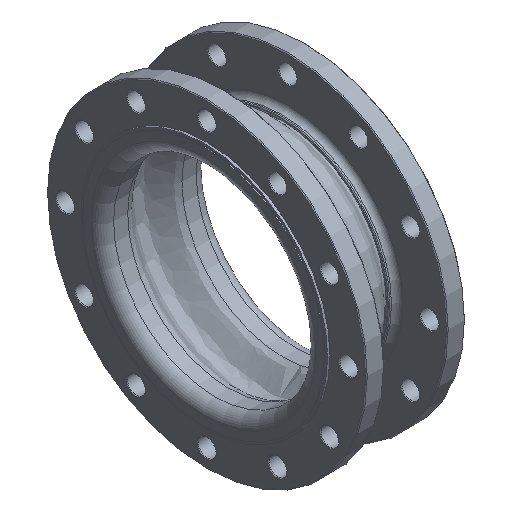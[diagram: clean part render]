
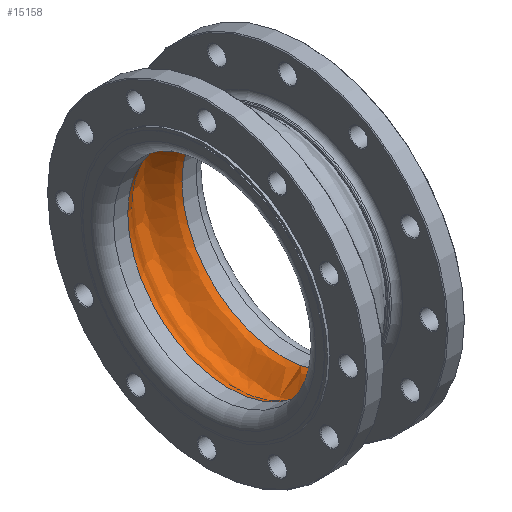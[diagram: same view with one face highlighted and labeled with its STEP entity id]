
A CAD part, isometric view. The second image highlights one B-rep face of the part: STEP entity #15158.
In plain terms, the highlighted free-form (B-spline) face has degree [5, 3] with [14, 7] control points.
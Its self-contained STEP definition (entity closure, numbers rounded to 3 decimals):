
#15003=CARTESIAN_POINT('',(-33.489,-0.,125.));
#15004=CARTESIAN_POINT('',(-33.489,-250.,125.));
#15005=CARTESIAN_POINT('',(-33.489,-250.,-125.));
#15006=CARTESIAN_POINT('',(-33.489,0.,-125.));
#15007=CARTESIAN_POINT('',(-33.489,250.,-125.));
#15008=CARTESIAN_POINT('',(-33.489,250.,125.));
#15009=CARTESIAN_POINT('',(-33.489,-0.,125.));
#15010=CARTESIAN_POINT('',(-30.289,-0.,125.));
#15011=CARTESIAN_POINT('',(-30.289,-250.,125.));
#15012=CARTESIAN_POINT('',(-30.289,-250.,-125.));
#15013=CARTESIAN_POINT('',(-30.289,0.,-125.));
#15014=CARTESIAN_POINT('',(-30.289,250.,-125.));
#15015=CARTESIAN_POINT('',(-30.289,250.,125.));
#15016=CARTESIAN_POINT('',(-30.289,-0.,125.));
#15017=CARTESIAN_POINT('',(-26.825,-0.,126.41));
#15018=CARTESIAN_POINT('',(-26.825,-252.82,126.41));
#15019=CARTESIAN_POINT('',(-26.825,-252.82,-126.41));
#15020=CARTESIAN_POINT('',(-26.825,0.,-126.41));
#15021=CARTESIAN_POINT('',(-26.825,252.82,-126.41));
#15022=CARTESIAN_POINT('',(-26.825,252.82,126.41));
#15023=CARTESIAN_POINT('',(-26.825,-0.,126.41));
#15024=CARTESIAN_POINT('',(-23.607,-0.,128.981));
#15025=CARTESIAN_POINT('',(-23.607,-257.961,128.981));
#15026=CARTESIAN_POINT('',(-23.607,-257.961,-128.981));
#15027=CARTESIAN_POINT('',(-23.607,0.,-128.981));
#15028=CARTESIAN_POINT('',(-23.607,257.961,-128.981));
#15029=CARTESIAN_POINT('',(-23.607,257.961,128.981));
#15030=CARTESIAN_POINT('',(-23.607,-0.,128.981));
#15031=CARTESIAN_POINT('',(-10.467,-0.,144.635));
#15032=CARTESIAN_POINT('',(-10.467,-289.27,144.635));
#15033=CARTESIAN_POINT('',(-10.467,-289.27,-144.635));
#15034=CARTESIAN_POINT('',(-10.467,0.,-144.635));
#15035=CARTESIAN_POINT('',(-10.467,289.27,-144.635));
#15036=CARTESIAN_POINT('',(-10.467,289.27,144.635));
#15037=CARTESIAN_POINT('',(-10.467,-0.,144.635));
#15038=CARTESIAN_POINT('',(-7.346,-0.,146.355));
#15039=CARTESIAN_POINT('',(-7.346,-292.71,146.355));
#15040=CARTESIAN_POINT('',(-7.346,-292.71,-146.355));
#15041=CARTESIAN_POINT('',(-7.346,0.,-146.355));
#15042=CARTESIAN_POINT('',(-7.346,292.71,-146.355));
#15043=CARTESIAN_POINT('',(-7.346,292.71,146.355));
#15044=CARTESIAN_POINT('',(-7.346,-0.,146.355));
#15045=CARTESIAN_POINT('',(-4.545,0.,147.372));
#15046=CARTESIAN_POINT('',(-4.545,-294.743,147.372));
#15047=CARTESIAN_POINT('',(-4.545,-294.743,-147.372));
#15048=CARTESIAN_POINT('',(-4.545,-0.,-147.372));
#15049=CARTESIAN_POINT('',(-4.545,294.743,-147.372));
#15050=CARTESIAN_POINT('',(-4.545,294.743,147.372));
#15051=CARTESIAN_POINT('',(-4.545,0.,147.372));
#15052=CARTESIAN_POINT('',(4.545,0.,147.372));
#15053=CARTESIAN_POINT('',(4.545,-294.743,147.372));
#15054=CARTESIAN_POINT('',(4.545,-294.743,-147.372));
#15055=CARTESIAN_POINT('',(4.545,-0.,-147.372));
#15056=CARTESIAN_POINT('',(4.545,294.743,-147.372));
#15057=CARTESIAN_POINT('',(4.545,294.743,147.372));
#15058=CARTESIAN_POINT('',(4.545,0.,147.372));
#15059=CARTESIAN_POINT('',(7.346,0.,146.355));
#15060=CARTESIAN_POINT('',(7.346,-292.71,146.355));
#15061=CARTESIAN_POINT('',(7.346,-292.71,-146.355));
#15062=CARTESIAN_POINT('',(7.346,-0.,-146.355));
#15063=CARTESIAN_POINT('',(7.346,292.71,-146.355));
#15064=CARTESIAN_POINT('',(7.346,292.71,146.355));
#15065=CARTESIAN_POINT('',(7.346,0.,146.355));
#15066=CARTESIAN_POINT('',(10.467,0.,144.635));
#15067=CARTESIAN_POINT('',(10.467,-289.27,144.635));
#15068=CARTESIAN_POINT('',(10.467,-289.27,-144.635));
#15069=CARTESIAN_POINT('',(10.467,-0.,-144.635));
#15070=CARTESIAN_POINT('',(10.467,289.27,-144.635));
#15071=CARTESIAN_POINT('',(10.467,289.27,144.635));
#15072=CARTESIAN_POINT('',(10.467,0.,144.635));
#15073=CARTESIAN_POINT('',(23.607,0.,128.981));
#15074=CARTESIAN_POINT('',(23.607,-257.961,128.981));
#15075=CARTESIAN_POINT('',(23.607,-257.961,-128.981));
#15076=CARTESIAN_POINT('',(23.607,-0.,-128.981));
#15077=CARTESIAN_POINT('',(23.607,257.961,-128.981));
#15078=CARTESIAN_POINT('',(23.607,257.961,128.981));
#15079=CARTESIAN_POINT('',(23.607,0.,128.981));
#15080=CARTESIAN_POINT('',(26.825,0.,126.41));
#15081=CARTESIAN_POINT('',(26.825,-252.82,126.41));
#15082=CARTESIAN_POINT('',(26.825,-252.82,-126.41));
#15083=CARTESIAN_POINT('',(26.825,-0.,-126.41));
#15084=CARTESIAN_POINT('',(26.825,252.82,-126.41));
#15085=CARTESIAN_POINT('',(26.825,252.82,126.41));
#15086=CARTESIAN_POINT('',(26.825,0.,126.41));
#15087=CARTESIAN_POINT('',(30.289,0.,125.));
#15088=CARTESIAN_POINT('',(30.289,-250.,125.));
#15089=CARTESIAN_POINT('',(30.289,-250.,-125.));
#15090=CARTESIAN_POINT('',(30.289,-0.,-125.));
#15091=CARTESIAN_POINT('',(30.289,250.,-125.));
#15092=CARTESIAN_POINT('',(30.289,250.,125.));
#15093=CARTESIAN_POINT('',(30.289,0.,125.));
#15094=CARTESIAN_POINT('',(33.489,-0.,125.));
#15095=CARTESIAN_POINT('',(33.489,-250.,125.));
#15096=CARTESIAN_POINT('',(33.489,-250.,-125.));
#15097=CARTESIAN_POINT('',(33.489,0.,-125.));
#15098=CARTESIAN_POINT('',(33.489,250.,-125.));
#15099=CARTESIAN_POINT('',(33.489,250.,125.));
#15100=CARTESIAN_POINT('',(33.489,-0.,125.));
#15101=(BOUNDED_SURFACE()
B_SPLINE_SURFACE(5,3,((#15003,#15004,#15005,#15006,#15007,#15008,#15009),(#15010,#15011,#15012,#15013,#15014,#15015,#15016),(#15017,#15018,#15019,#15020,#15021,#15022,#15023),(#15024,#15025,#15026,#15027,#15028,#15029,#15030),(#15031,#15032,#15033,#15034,#15035,#15036,#15037),(#15038,#15039,#15040,#15041,#15042,#15043,#15044),(#15045,#15046,#15047,#15048,#15049,#15050,#15051),(#15052,#15053,#15054,#15055,#15056,#15057,#15058),(#15059,#15060,#15061,#15062,#15063,#15064,#15065),(#15066,#15067,#15068,#15069,#15070,#15071,#15072),(#15073,#15074,#15075,#15076,#15077,#15078,#15079),(#15080,#15081,#15082,#15083,#15084,#15085,#15086),(#15087,#15088,#15089,#15090,#15091,#15092,#15093),(#15094,#15095,#15096,#15097,#15098,#15099,#15100)),.UNSPECIFIED.,.F.,.T.,.U.)
B_SPLINE_SURFACE_WITH_KNOTS((6,1,1,1,1,1,1,1,1,6),(4,3,4),(0.,0.111,0.222,0.333,0.444,0.556,0.667,0.778,0.889,1.),(0.,0.5,1.),.UNSPECIFIED.)
GEOMETRIC_REPRESENTATION_ITEM()
RATIONAL_B_SPLINE_SURFACE(((1.,0.333,0.333,1.,0.333,0.333,1.),(1.,0.333,0.333,1.,0.333,0.333,1.),(1.,0.333,0.333,1.,0.333,0.333,1.),(1.,0.333,0.333,1.,0.333,0.333,1.),(1.,0.333,0.333,1.,0.333,0.333,1.),(1.,0.333,0.333,1.,0.333,0.333,1.),(1.,0.333,0.333,1.,0.333,0.333,1.),(1.,0.333,0.333,1.,0.333,0.333,1.),(1.,0.333,0.333,1.,0.333,0.333,1.),(1.,0.333,0.333,1.,0.333,0.333,1.),(1.,0.333,0.333,1.,0.333,0.333,1.),(1.,0.333,0.333,1.,0.333,0.333,1.),(1.,0.333,0.333,1.,0.333,0.333,1.),(1.,0.333,0.333,1.,0.333,0.333,1.)))
REPRESENTATION_ITEM('')
SURFACE()
);
#15102=CARTESIAN_POINT('',(33.489,0.,125.));
#15103=VERTEX_POINT('',#15102);
#15104=CARTESIAN_POINT('',(-33.489,0.,125.));
#15105=VERTEX_POINT('',#15104);
#15106=CARTESIAN_POINT('',(33.489,-0.,125.));
#15107=CARTESIAN_POINT('',(30.289,0.,125.));
#15108=CARTESIAN_POINT('',(26.825,0.,126.41));
#15109=CARTESIAN_POINT('',(23.607,0.,128.981));
#15110=CARTESIAN_POINT('',(10.467,0.,144.635));
#15111=CARTESIAN_POINT('',(7.346,0.,146.355));
#15112=CARTESIAN_POINT('',(4.545,0.,147.372));
#15113=CARTESIAN_POINT('',(-4.545,0.,147.372));
#15114=CARTESIAN_POINT('',(-7.346,-0.,146.355));
#15115=CARTESIAN_POINT('',(-10.467,-0.,144.635));
#15116=CARTESIAN_POINT('',(-23.607,-0.,128.981));
#15117=CARTESIAN_POINT('',(-26.825,-0.,126.41));
#15118=CARTESIAN_POINT('',(-30.289,-0.,125.));
#15119=CARTESIAN_POINT('',(-33.489,-0.,125.));
#15120=B_SPLINE_CURVE_WITH_KNOTS('',5,(#15106,#15107,#15108,#15109,#15110,#15111,#15112,#15113,#15114,#15115,#15116,#15117,#15118,#15119),.UNSPECIFIED.,.F.,.F.,(6,1,1,1,1,1,1,1,1,6),(0.,0.111,0.222,0.333,0.444,0.556,0.667,0.778,0.889,1.),.UNSPECIFIED.);
#15121=EDGE_CURVE('',#15103,#15105,#15120,.T.);
#15122=ORIENTED_EDGE('',*,*,#15121,.T.);
#15123=CARTESIAN_POINT('',(-33.489,-0.,-125.));
#15124=VERTEX_POINT('',#15123);
#15125=CARTESIAN_POINT('',(-33.489,0.,0.));
#15126=DIRECTION('',(1.,0.,0.));
#15127=DIRECTION('',(0.,0.,-1.));
#15128=AXIS2_PLACEMENT_3D('',#15125,#15126,#15127);
#15129=CIRCLE('',#15128,125.);
#15130=EDGE_CURVE('',#15124,#15105,#15129,.T.);
#15131=ORIENTED_EDGE('',*,*,#15130,.F.);
#15132=CARTESIAN_POINT('',(-33.489,0.,0.));
#15133=DIRECTION('',(1.,0.,0.));
#15134=DIRECTION('',(0.,0.,-1.));
#15135=AXIS2_PLACEMENT_3D('',#15132,#15133,#15134);
#15136=CIRCLE('',#15135,125.);
#15137=EDGE_CURVE('',#15105,#15124,#15136,.T.);
#15138=ORIENTED_EDGE('',*,*,#15137,.F.);
#15139=ORIENTED_EDGE('',*,*,#15121,.F.);
#15140=CARTESIAN_POINT('',(33.489,-0.,-125.));
#15141=VERTEX_POINT('',#15140);
#15142=CARTESIAN_POINT('',(33.489,0.,0.));
#15143=DIRECTION('',(1.,0.,0.));
#15144=DIRECTION('',(0.,0.,-1.));
#15145=AXIS2_PLACEMENT_3D('',#15142,#15143,#15144);
#15146=CIRCLE('',#15145,125.);
#15147=EDGE_CURVE('',#15103,#15141,#15146,.T.);
#15148=ORIENTED_EDGE('',*,*,#15147,.T.);
#15149=CARTESIAN_POINT('',(33.489,0.,0.));
#15150=DIRECTION('',(1.,0.,0.));
#15151=DIRECTION('',(0.,0.,-1.));
#15152=AXIS2_PLACEMENT_3D('',#15149,#15150,#15151);
#15153=CIRCLE('',#15152,125.);
#15154=EDGE_CURVE('',#15141,#15103,#15153,.T.);
#15155=ORIENTED_EDGE('',*,*,#15154,.T.);
#15156=EDGE_LOOP('',(#15122,#15131,#15138,#15139,#15148,#15155));
#15157=FACE_BOUND('',#15156,.T.);
#15158=ADVANCED_FACE('',(#15157),#15101,.T.);
